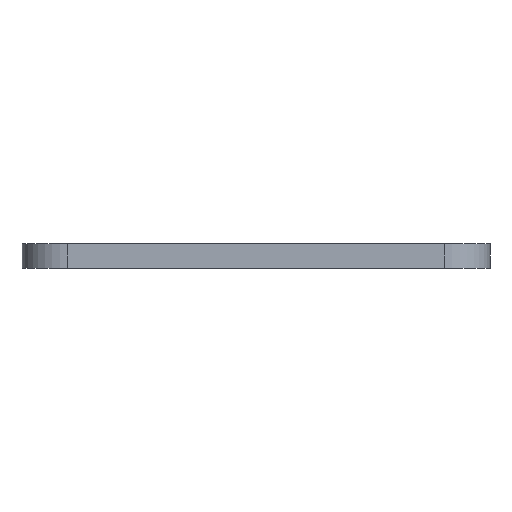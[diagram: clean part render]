
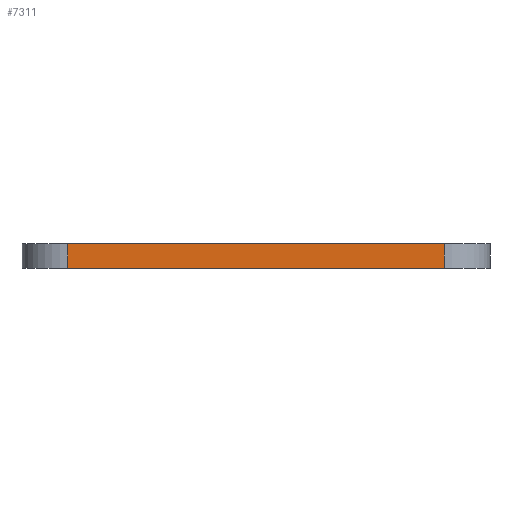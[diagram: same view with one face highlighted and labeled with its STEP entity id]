
A CAD part, left-side view. The second image highlights one B-rep face of the part: STEP entity #7311.
In plain terms, the highlighted planar face has unit normal (-1, 0, 0).
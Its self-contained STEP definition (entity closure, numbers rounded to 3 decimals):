
#84 = PLANE('',#85);
#85 = AXIS2_PLACEMENT_3D('',#86,#87,#88);
#86 = CARTESIAN_POINT('',(148.501,-105.004,1.6));
#87 = DIRECTION('',(0.,0.,1.));
#88 = DIRECTION('',(1.,0.,-0.));
#139 = PLANE('',#140);
#140 = AXIS2_PLACEMENT_3D('',#141,#142,#143);
#141 = CARTESIAN_POINT('',(148.501,-105.004,0.));
#142 = DIRECTION('',(0.,0.,1.));
#143 = DIRECTION('',(1.,0.,-0.));
#172 = CYLINDRICAL_SURFACE('',#173,3.);
#173 = AXIS2_PLACEMENT_3D('',#174,#175,#176);
#174 = CARTESIAN_POINT('',(119.001,-117.334,0.));
#175 = DIRECTION('',(-0.,-0.,-1.));
#176 = DIRECTION('',(1.,0.,-0.));
#361 = VERTEX_POINT('',#362);
#362 = CARTESIAN_POINT('',(116.001,-92.673,0.));
#377 = CYLINDRICAL_SURFACE('',#378,3.);
#378 = AXIS2_PLACEMENT_3D('',#379,#380,#381);
#379 = CARTESIAN_POINT('',(119.001,-92.673,0.));
#380 = DIRECTION('',(-0.,-0.,-1.));
#381 = DIRECTION('',(1.,0.,-0.));
#389 = EDGE_CURVE('',#361,#390,#392,.T.);
#390 = VERTEX_POINT('',#391);
#391 = CARTESIAN_POINT('',(116.001,-117.334,0.));
#392 = SURFACE_CURVE('',#393,(#397,#404),.PCURVE_S1.);
#393 = LINE('',#394,#395);
#394 = CARTESIAN_POINT('',(116.001,-92.673,0.));
#395 = VECTOR('',#396,1.);
#396 = DIRECTION('',(0.,-1.,0.));
#397 = PCURVE('',#139,#398);
#398 = DEFINITIONAL_REPRESENTATION('',(#399),#403);
#399 = LINE('',#400,#401);
#400 = CARTESIAN_POINT('',(-32.5,12.33));
#401 = VECTOR('',#402,1.);
#402 = DIRECTION('',(0.,-1.));
#403 = ( GEOMETRIC_REPRESENTATION_CONTEXT(2) 
PARAMETRIC_REPRESENTATION_CONTEXT() REPRESENTATION_CONTEXT('2D SPACE',''
  ) );
#404 = PCURVE('',#405,#410);
#405 = PLANE('',#406);
#406 = AXIS2_PLACEMENT_3D('',#407,#408,#409);
#407 = CARTESIAN_POINT('',(116.001,-92.673,0.));
#408 = DIRECTION('',(1.,0.,-0.));
#409 = DIRECTION('',(0.,-1.,0.));
#410 = DEFINITIONAL_REPRESENTATION('',(#411),#415);
#411 = LINE('',#412,#413);
#412 = CARTESIAN_POINT('',(0.,0.));
#413 = VECTOR('',#414,1.);
#414 = DIRECTION('',(1.,0.));
#415 = ( GEOMETRIC_REPRESENTATION_CONTEXT(2) 
PARAMETRIC_REPRESENTATION_CONTEXT() REPRESENTATION_CONTEXT('2D SPACE',''
  ) );
#4141 = VERTEX_POINT('',#4142);
#4142 = CARTESIAN_POINT('',(116.001,-92.673,1.6));
#4164 = EDGE_CURVE('',#4141,#4165,#4167,.T.);
#4165 = VERTEX_POINT('',#4166);
#4166 = CARTESIAN_POINT('',(116.001,-117.334,1.6));
#4167 = SURFACE_CURVE('',#4168,(#4172,#4179),.PCURVE_S1.);
#4168 = LINE('',#4169,#4170);
#4169 = CARTESIAN_POINT('',(116.001,-92.673,1.6));
#4170 = VECTOR('',#4171,1.);
#4171 = DIRECTION('',(0.,-1.,0.));
#4172 = PCURVE('',#84,#4173);
#4173 = DEFINITIONAL_REPRESENTATION('',(#4174),#4178);
#4174 = LINE('',#4175,#4176);
#4175 = CARTESIAN_POINT('',(-32.5,12.33));
#4176 = VECTOR('',#4177,1.);
#4177 = DIRECTION('',(0.,-1.));
#4178 = ( GEOMETRIC_REPRESENTATION_CONTEXT(2) 
PARAMETRIC_REPRESENTATION_CONTEXT() REPRESENTATION_CONTEXT('2D SPACE',''
  ) );
#4179 = PCURVE('',#405,#4180);
#4180 = DEFINITIONAL_REPRESENTATION('',(#4181),#4185);
#4181 = LINE('',#4182,#4183);
#4182 = CARTESIAN_POINT('',(0.,-1.6));
#4183 = VECTOR('',#4184,1.);
#4184 = DIRECTION('',(1.,0.));
#4185 = ( GEOMETRIC_REPRESENTATION_CONTEXT(2) 
PARAMETRIC_REPRESENTATION_CONTEXT() REPRESENTATION_CONTEXT('2D SPACE',''
  ) );
#7261 = EDGE_CURVE('',#390,#4165,#7262,.T.);
#7262 = SURFACE_CURVE('',#7263,(#7267,#7274),.PCURVE_S1.);
#7263 = LINE('',#7264,#7265);
#7264 = CARTESIAN_POINT('',(116.001,-117.334,0.));
#7265 = VECTOR('',#7266,1.);
#7266 = DIRECTION('',(0.,0.,1.));
#7267 = PCURVE('',#172,#7268);
#7268 = DEFINITIONAL_REPRESENTATION('',(#7269),#7273);
#7269 = LINE('',#7270,#7271);
#7270 = CARTESIAN_POINT('',(-3.142,0.));
#7271 = VECTOR('',#7272,1.);
#7272 = DIRECTION('',(-0.,-1.));
#7273 = ( GEOMETRIC_REPRESENTATION_CONTEXT(2) 
PARAMETRIC_REPRESENTATION_CONTEXT() REPRESENTATION_CONTEXT('2D SPACE',''
  ) );
#7274 = PCURVE('',#405,#7275);
#7275 = DEFINITIONAL_REPRESENTATION('',(#7276),#7280);
#7276 = LINE('',#7277,#7278);
#7277 = CARTESIAN_POINT('',(24.66,0.));
#7278 = VECTOR('',#7279,1.);
#7279 = DIRECTION('',(0.,-1.));
#7280 = ( GEOMETRIC_REPRESENTATION_CONTEXT(2) 
PARAMETRIC_REPRESENTATION_CONTEXT() REPRESENTATION_CONTEXT('2D SPACE',''
  ) );
#7311 = ADVANCED_FACE('',(#7312),#405,.F.);
#7312 = FACE_BOUND('',#7313,.F.);
#7313 = EDGE_LOOP('',(#7314,#7335,#7336,#7337));
#7314 = ORIENTED_EDGE('',*,*,#7315,.T.);
#7315 = EDGE_CURVE('',#361,#4141,#7316,.T.);
#7316 = SURFACE_CURVE('',#7317,(#7321,#7328),.PCURVE_S1.);
#7317 = LINE('',#7318,#7319);
#7318 = CARTESIAN_POINT('',(116.001,-92.673,0.));
#7319 = VECTOR('',#7320,1.);
#7320 = DIRECTION('',(0.,0.,1.));
#7321 = PCURVE('',#405,#7322);
#7322 = DEFINITIONAL_REPRESENTATION('',(#7323),#7327);
#7323 = LINE('',#7324,#7325);
#7324 = CARTESIAN_POINT('',(0.,0.));
#7325 = VECTOR('',#7326,1.);
#7326 = DIRECTION('',(0.,-1.));
#7327 = ( GEOMETRIC_REPRESENTATION_CONTEXT(2) 
PARAMETRIC_REPRESENTATION_CONTEXT() REPRESENTATION_CONTEXT('2D SPACE',''
  ) );
#7328 = PCURVE('',#377,#7329);
#7329 = DEFINITIONAL_REPRESENTATION('',(#7330),#7334);
#7330 = LINE('',#7331,#7332);
#7331 = CARTESIAN_POINT('',(-3.142,0.));
#7332 = VECTOR('',#7333,1.);
#7333 = DIRECTION('',(-0.,-1.));
#7334 = ( GEOMETRIC_REPRESENTATION_CONTEXT(2) 
PARAMETRIC_REPRESENTATION_CONTEXT() REPRESENTATION_CONTEXT('2D SPACE',''
  ) );
#7335 = ORIENTED_EDGE('',*,*,#4164,.T.);
#7336 = ORIENTED_EDGE('',*,*,#7261,.F.);
#7337 = ORIENTED_EDGE('',*,*,#389,.F.);
